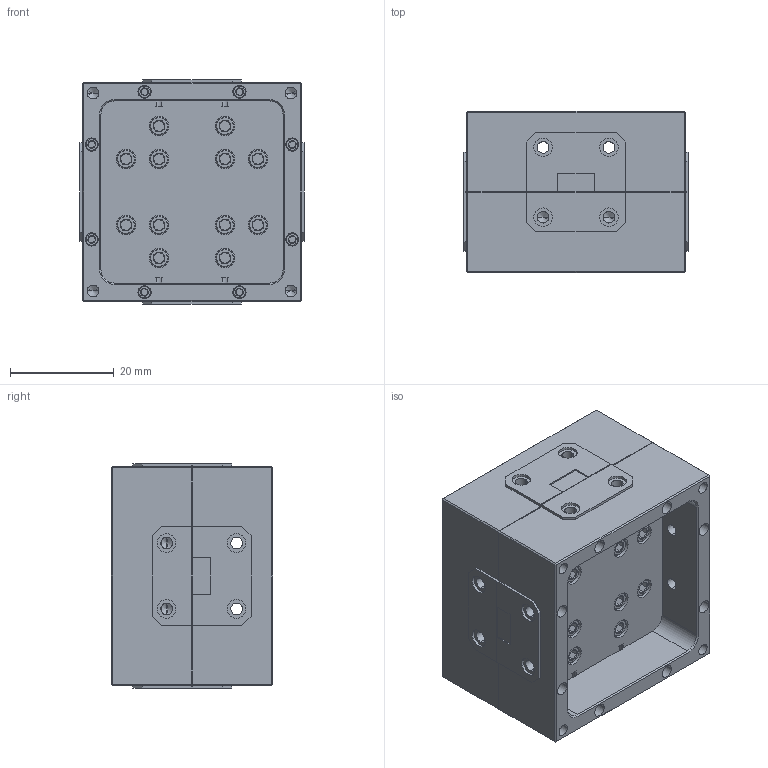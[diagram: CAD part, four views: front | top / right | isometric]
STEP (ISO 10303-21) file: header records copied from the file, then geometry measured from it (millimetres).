
FILE_DESCRIPTION (( 'STEP AP203' ), '1' );
FILE_NAME ('WX-BA-4-F3-A.STEP', '2023-03-28T00:45:33', ( '' ), ( '' ), 'SwSTEP 2.0', 'SolidWorks 2021', '' );
FILE_SCHEMA (( 'CONFIG_CONTROL_DESIGN' ));
Length unit declared in the file: inch
Products named in the file (1): WX-BA-4-F3-A
Bounding box: 43.18 x 31.11 x 43.18 mm (x, y, z)
Volume: 31587.6 mm3; surface area: 21012.3 mm2
Topology: 23 solids, 23 shells, 884 faces, 1900 edges, 1120 vertices
Faces by surface type: plane 392, cone 260, cylinder 232
Entity records: 23995 total; most frequent: CARTESIAN_POINT 4693, DIRECTION 4198, ORIENTED_EDGE 3736, EDGE_CURVE 1868, AXIS2_PLACEMENT_3D 1593, VERTEX_POINT 1120, LINE 1012, VECTOR 1012
